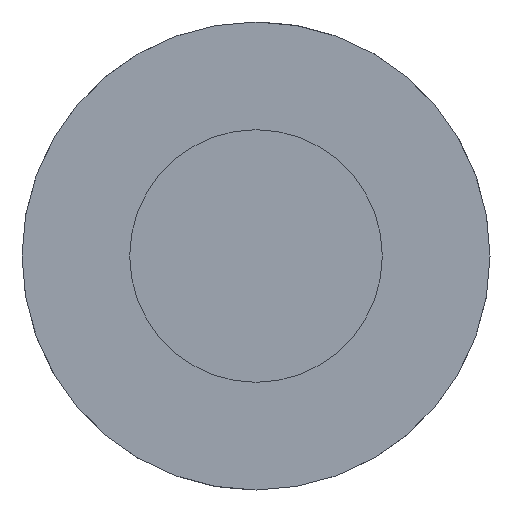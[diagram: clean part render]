
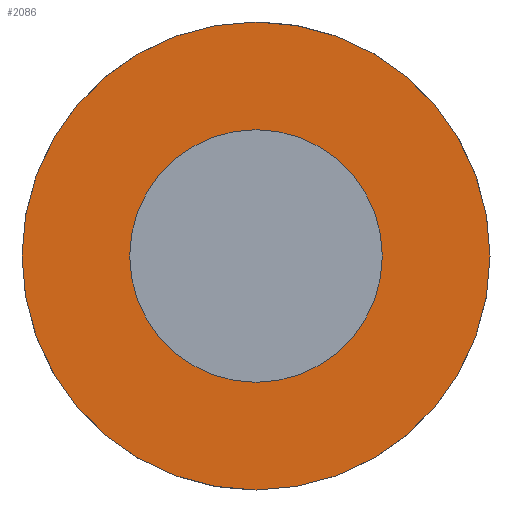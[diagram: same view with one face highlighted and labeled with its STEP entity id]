
A CAD part, left-side view. The second image highlights one B-rep face of the part: STEP entity #2086.
In plain terms, the highlighted face is planar.
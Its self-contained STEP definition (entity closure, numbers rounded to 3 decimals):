
#1145=CARTESIAN_POINT('',(0.,0.,0.));
#1146=DIRECTION('',(0.,0.,-1.));
#1147=DIRECTION('',(-1.,0.,0.));
#1148=AXIS2_PLACEMENT_3D('',#1145,#1146,#1147);
#1153=CARTESIAN_POINT('',(0.,0.,0.));
#1154=DIRECTION('',(0.,0.,1.));
#1155=DIRECTION('',(-1.,0.,0.));
#1156=AXIS2_PLACEMENT_3D('',#1153,#1154,#1155);
#1175=CARTESIAN_POINT('',(0.,0.,0.));
#1176=DIRECTION('',(0.,0.,1.));
#1177=DIRECTION('',(-1.,0.,0.));
#1178=AXIS2_PLACEMENT_3D('',#1175,#1176,#1177);
#1183=CARTESIAN_POINT('',(0.,0.,0.));
#1184=DIRECTION('',(0.,0.,-1.));
#1185=DIRECTION('',(-1.,0.,0.));
#1186=AXIS2_PLACEMENT_3D('',#1183,#1184,#1185);
#1341=CARTESIAN_POINT('',(-31.5,0.,0.));
#1343=VERTEX_POINT('',#1341);
#1344=CARTESIAN_POINT('',(-17.,0.,0.));
#1346=VERTEX_POINT('',#1344);
#1349=CARTESIAN_POINT('',(31.5,0.,0.));
#1351=VERTEX_POINT('',#1349);
#1352=CARTESIAN_POINT('',(17.,0.,0.));
#1354=VERTEX_POINT('',#1352);
#2071=CARTESIAN_POINT('',(0.,0.,0.));
#2072=DIRECTION('',(0.,0.,-1.));
#2073=DIRECTION('',(1.,0.,0.));
#2074=AXIS2_PLACEMENT_3D('',#2071,#2072,#2073);
#2075=PLANE('',#2074);
#2076=ORIENTED_EDGE('',*,*,#2064,.T.);
#2077=ORIENTED_EDGE('',*,*,#2049,.F.);
#2078=EDGE_LOOP('',(#2076,#2077));
#2079=FACE_OUTER_BOUND('',#2078,.F.);
#2081=ORIENTED_EDGE('',*,*,#2080,.T.);
#2083=ORIENTED_EDGE('',*,*,#2082,.F.);
#2084=EDGE_LOOP('',(#2081,#2083));
#2085=FACE_BOUND('',#2084,.F.);
#1149=CIRCLE('',#1148,31.5);
#1157=CIRCLE('',#1156,31.5);
#1179=CIRCLE('',#1178,17.);
#1187=CIRCLE('',#1186,17.);
#2049=EDGE_CURVE('',#1343,#1351,#1157,.T.);
#2064=EDGE_CURVE('',#1343,#1351,#1149,.T.);
#2080=EDGE_CURVE('',#1346,#1354,#1179,.T.);
#2082=EDGE_CURVE('',#1346,#1354,#1187,.T.);
#2086=ADVANCED_FACE('',(#2079,#2085),#2075,.F.);
